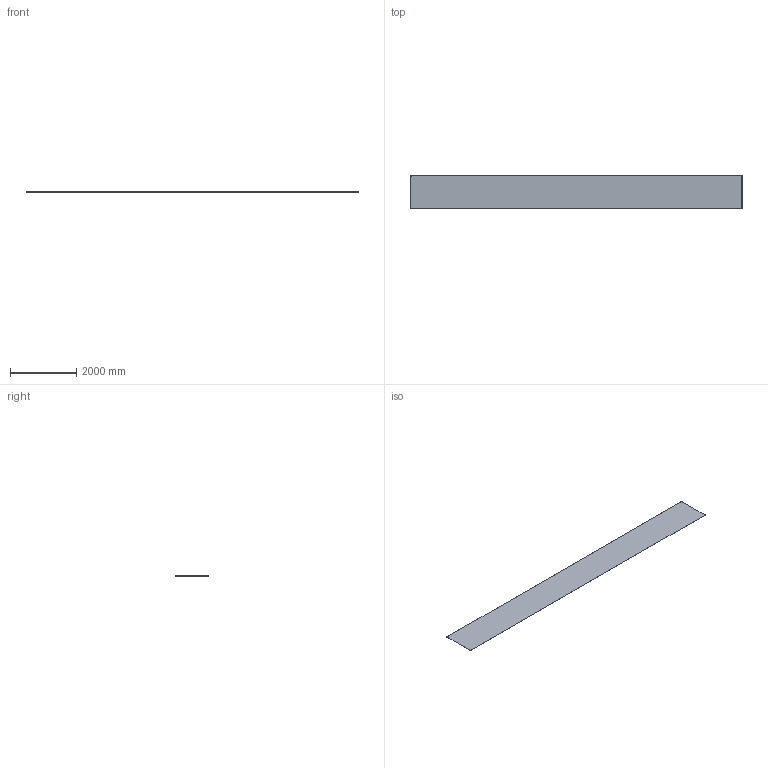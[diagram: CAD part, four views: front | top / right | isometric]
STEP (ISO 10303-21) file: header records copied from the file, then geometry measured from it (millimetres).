
FILE_DESCRIPTION(/* description */ (''),/* implementation_level */ '2;1');
FILE_NAME(/* name */ '75-100-4.stp',/* time_stamp */ '2024-08-20T09:06:11-04:00',/* author */ ('esanner'),/* organization */ (''),/* preprocessor_version */ 'ST-DEVELOPER v19',/* originating_system */ 'AutoCAD Mechanical',/* authorisation */ '');
FILE_SCHEMA (('AUTOMOTIVE_DESIGN { 1 0 10303 214 3 1 1 }'));
Length unit declared in the file: millimetre
Products named in the file (1): Product
Bounding box: 10000 x 1000 x 6.69 mm (x, y, z)
Volume: 36000017 mm3; surface area: 20077743.1 mm2
Topology: 2 solids, 2 shells, 54 faces, 104 edges, 58 vertices
Faces by surface type: cylinder 25, plane 11, sphere 10, torus 8
Full cylindrical faces by diameter (mm): 1.6 x1
Entity records: 1389 total; most frequent: DIRECTION 281, CARTESIAN_POINT 217, ORIENTED_EDGE 208, AXIS2_PLACEMENT_3D 122, EDGE_CURVE 104, CIRCLE 67, EDGE_LOOP 60, VERTEX_POINT 58
